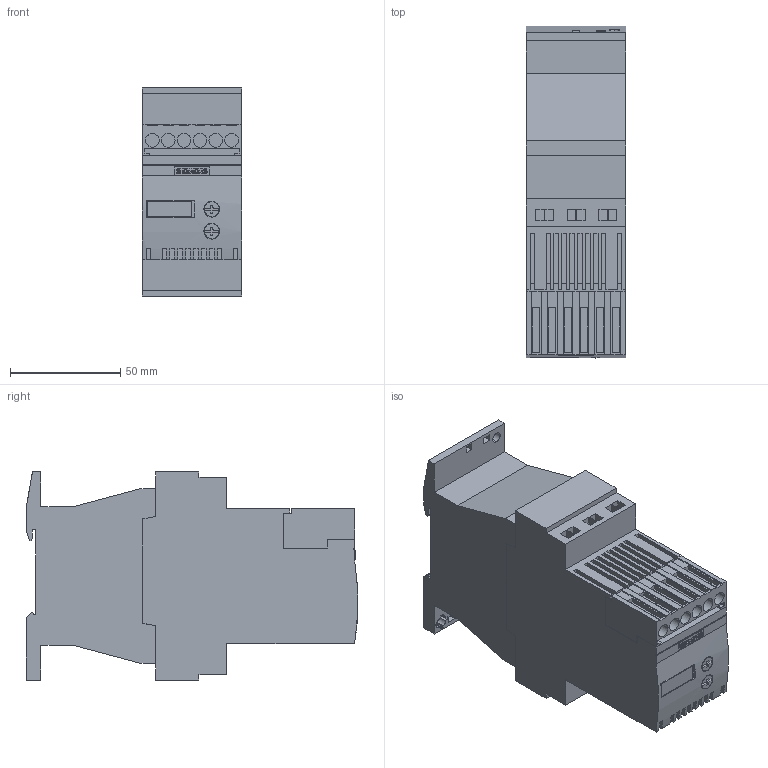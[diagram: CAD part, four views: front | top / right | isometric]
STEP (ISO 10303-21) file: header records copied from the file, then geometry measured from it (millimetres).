
FILE_DESCRIPTION(('no description'),'unknown implementation level');
FILE_NAME('3RW3013_00002705_002_ALL.stp',' ',('SIEMENS A&D'),('ccLab - KiM Gmbh - www.kimweb.de'),'unknown preprocess','ACIS','unknown authorization');
FILE_SCHEMA(('automotive_design'));
Length unit declared in the file: millimetre
Products named in the file (3): 1; 2; 3
Bounding box: 45 x 150.81 x 94.8 mm (x, y, z)
Volume: 468415.6 mm3; surface area: 75739.7 mm2
Topology: 3 solids, 3 shells, 535 faces, 1463 edges, 974 vertices
Faces by surface type: plane 450, cylinder 81, torus 4
Entity records: 33440 total; most frequent: CARTESIAN_POINT 3107, STYLED_ITEM 2975, PRESENTATION_STYLE_ASSIGNMENT 2975, COLOUR_RGB 2975, ORIENTED_EDGE 2926, DIRECTION 2723, EDGE_CURVE 1463, CURVE_STYLE 1463
